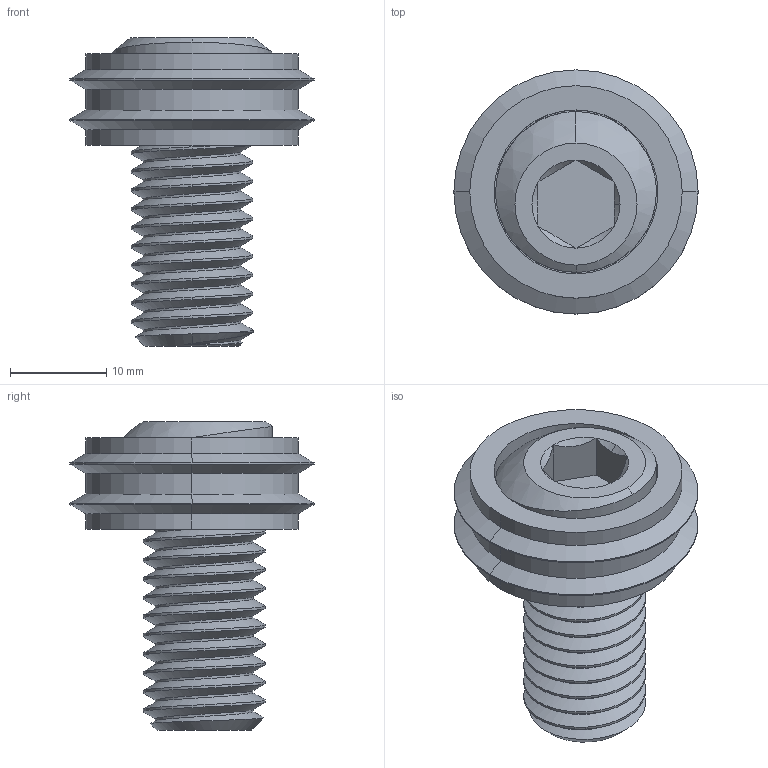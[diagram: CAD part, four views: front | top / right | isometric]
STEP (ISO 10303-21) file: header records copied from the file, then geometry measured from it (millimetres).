
FILE_DESCRIPTION (( 'STEP AP214' ), '1' );
FILE_NAME ('22588B.STEP', '2018-10-19T12:45:39', ( 'Mike W' ), ( '' ), 'SwSTEP 2.0', 'SolidWorks 2017', '' );
FILE_SCHEMA (( 'AUTOMOTIVE_DESIGN' ));
Length unit declared in the file: inch
Products named in the file (4): 22588B; 10374; 10374_10374; 12588B_12588B
Assembly tree (3 placements, depth 3):
  22588B
    12588B_12588B
    10374
      10374_10374
Bounding box: 25.4 x 25.4 x 32.13 mm (x, y, z)
Volume: 5549 mm3; surface area: 4249.6 mm2
Topology: 2 solids, 2 shells, 77 faces, 182 edges, 112 vertices
Faces by surface type: cylinder 41, cone 18, plane 13, bspline 3, sphere 2
Entity records: 5177 total; most frequent: CARTESIAN_POINT 3432, ORIENTED_EDGE 364, DIRECTION 316, EDGE_CURVE 182, AXIS2_PLACEMENT_3D 126, VERTEX_POINT 112, EDGE_LOOP 82, FACE_OUTER_BOUND 77
